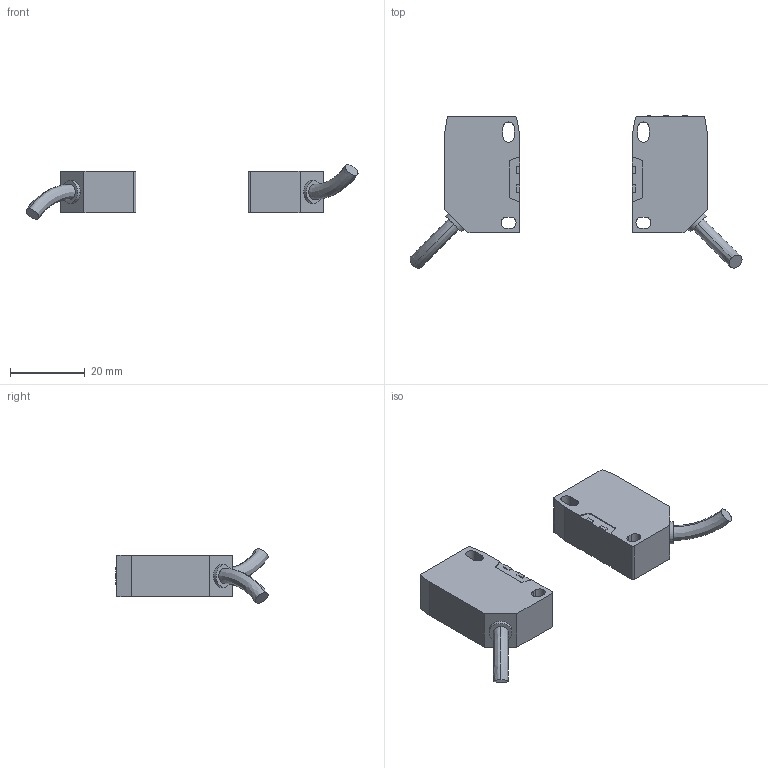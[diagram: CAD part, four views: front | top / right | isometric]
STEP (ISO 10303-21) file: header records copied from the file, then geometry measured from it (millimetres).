
FILE_DESCRIPTION (( 'STEP AP214' ), '1' );
FILE_NAME ('FERHD-0N-0A.step', '2018-04-12T22:05:07', ( '' ), ( '' ), 'SwSTEP 2.0', 'SolidWorks 2017', '' );
FILE_SCHEMA (( 'AUTOMOTIVE_DESIGN' ));
Length unit declared in the file: inch
Products named in the file (3): FERHD-0N-0A; FERHD-0N-0A_1; FERHD-0N-0A_2
Assembly tree (2 placements, depth 2):
  FERHD-0N-0A
    FERHD-0N-0A_1
    FERHD-0N-0A_2
Bounding box: 88.6 x 40.63 x 14.54 mm (x, y, z)
Volume: 13034.6 mm3; surface area: 5429.9 mm2
Topology: 2 solids, 2 shells, 112 faces, 308 edges, 208 vertices
Faces by surface type: plane 78, cylinder 26, bspline 8
Entity records: 4160 total; most frequent: CARTESIAN_POINT 1165, ORIENTED_EDGE 616, DIRECTION 566, EDGE_CURVE 308, LINE 236, VECTOR 236, VERTEX_POINT 208, AXIS2_PLACEMENT_3D 165
